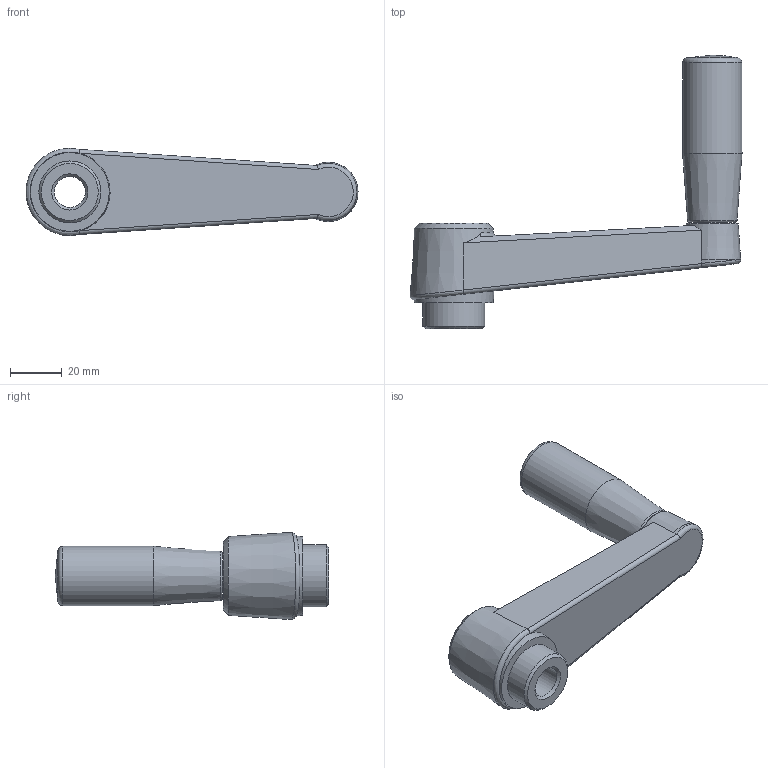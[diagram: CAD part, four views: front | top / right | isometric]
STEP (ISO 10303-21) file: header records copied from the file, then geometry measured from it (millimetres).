
FILE_DESCRIPTION(/* description */ (''),/* implementation_level */ '2;1');
FILE_NAME(/* name */ 'BCH100R.dxf',/* time_stamp */ '2012-11-23T15:07:26+08:00',/* author */ (''),/* organization */ (''),/* preprocessor_version */ 'ST-DEVELOPER v9',/* originating_system */ 'UGS - NX 4.0',/* authorisation */ '');
FILE_SCHEMA (('CONFIG_CONTROL_DESIGN'));
Length unit declared in the file: millimetre
Products named in the file (1): Admi8B8Bxifh
Bounding box: 128.47 x 105.8 x 33.74 mm (x, y, z)
Volume: 91696.5 mm3; surface area: 19164.4 mm2
Topology: 1 solids, 1 shells, 37 faces, 87 edges, 55 vertices
Faces by surface type: plane 12, cone 11, cylinder 7, torus 3, bspline 3, sphere 1
Full cylindrical faces by diameter (mm): 12 x2, 21 x1, 23 x1, 24 x1
Entity records: 1287 total; most frequent: CARTESIAN_POINT 460, DIRECTION 149, ORIENTED_EDGE 132, AXIS2_PLACEMENT_3D 71, EDGE_CURVE 66, EDGE_LOOP 61, VERTEX_POINT 53, ADVANCED_FACE 37
